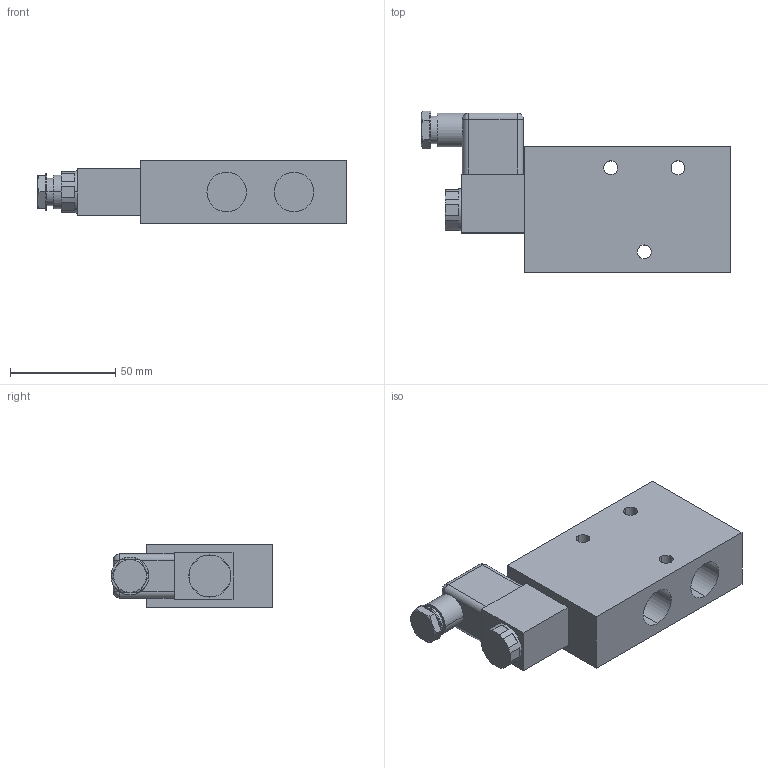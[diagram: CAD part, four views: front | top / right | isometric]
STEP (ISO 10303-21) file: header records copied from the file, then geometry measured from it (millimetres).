
FILE_DESCRIPTION (( 'STEP AP203' ), '1' );
FILE_NAME ('X1VS43NC05.STEP', '2019-04-08T08:35:53', ( '' ), ( '' ), 'SwSTEP 2.0', 'SolidWorks 2016', '' );
FILE_SCHEMA (( 'CONFIG_CONTROL_DESIGN' ));
Length unit declared in the file: millimetre
Products named in the file (1): X1VS43NC05
Bounding box: 147 x 77 x 30 mm (x, y, z)
Volume: 203528.4 mm3; surface area: 33529.3 mm2
Topology: 2 solids, 2 shells, 113 faces, 263 edges, 164 vertices
Faces by surface type: plane 65, cylinder 40, cone 4, bspline 4
Entity records: 3392 total; most frequent: CARTESIAN_POINT 695, DIRECTION 571, ORIENTED_EDGE 518, EDGE_CURVE 259, AXIS2_PLACEMENT_3D 216, VERTEX_POINT 164, VECTOR 139, LINE 139
